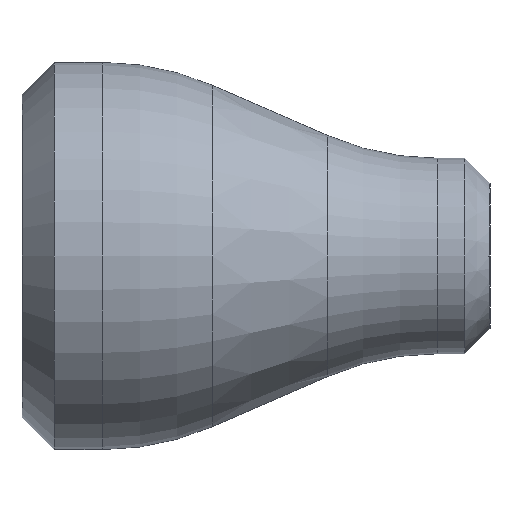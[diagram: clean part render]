
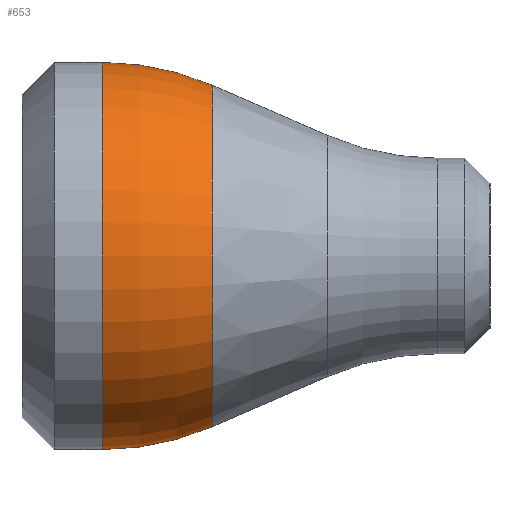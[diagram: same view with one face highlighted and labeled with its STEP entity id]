
A CAD part, front view. The second image highlights one B-rep face of the part: STEP entity #653.
In plain terms, the highlighted toroidal (fillet/blend) face has major radius 8.9 mm and minor radius 30 mm.
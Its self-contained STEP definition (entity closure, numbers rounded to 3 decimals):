
#12 = VERTEX_POINT ( 'NONE', #523 ) ;
#22 = DIRECTION ( 'NONE',  ( 0., 0., 1. ) ) ;
#38 = DIRECTION ( 'NONE',  ( 0., 0., -1. ) ) ;
#58 = ORIENTED_EDGE ( 'NONE', *, *, #157, .T. ) ;
#69 = CARTESIAN_POINT ( 'NONE',  ( 8.752, 0., -21.1 ) ) ;
#73 = VERTEX_POINT ( 'NONE', #69 ) ;
#79 = AXIS2_PLACEMENT_3D ( 'NONE', #594, #472, #518 ) ;
#116 = FACE_OUTER_BOUND ( 'NONE', #703, .T. ) ;
#119 = DIRECTION ( 'NONE',  ( 0., 0., 1. ) ) ;
#126 = EDGE_CURVE ( 'NONE', #12, #73, #626, .T. ) ;
#128 = AXIS2_PLACEMENT_3D ( 'NONE', #751, #433, #38 ) ;
#157 = EDGE_CURVE ( 'NONE', #12, #697, #352, .T. ) ;
#237 = DIRECTION ( 'NONE',  ( -1., 0., 0. ) ) ;
#245 = DIRECTION ( 'NONE',  ( 0., 0., 1. ) ) ;
#285 = AXIS2_PLACEMENT_3D ( 'NONE', #469, #479, #119 ) ;
#287 = CARTESIAN_POINT ( 'NONE',  ( 8.752, 0., 8.9 ) ) ;
#347 = TOROIDAL_SURFACE ( 'NONE', #79, -8.9, 30. ) ;
#352 = CIRCLE ( 'NONE', #285, 18.606 ) ;
#366 = DIRECTION ( 'NONE',  ( 0., 1., 0. ) ) ;
#433 = DIRECTION ( 'NONE',  ( 0., -1., 0. ) ) ;
#440 = EDGE_CURVE ( 'NONE', #697, #527, #446, .T. ) ;
#441 = AXIS2_PLACEMENT_3D ( 'NONE', #581, #237, #22 ) ;
#446 = CIRCLE ( 'NONE', #128, 30. ) ;
#467 = ORIENTED_EDGE ( 'NONE', *, *, #126, .F. ) ;
#469 = CARTESIAN_POINT ( 'NONE',  ( 20.728, 0., 0. ) ) ;
#472 = DIRECTION ( 'NONE',  ( -1., 0., 0. ) ) ;
#479 = DIRECTION ( 'NONE',  ( -1., 0., 0. ) ) ;
#518 = DIRECTION ( 'NONE',  ( 0., 0., 1. ) ) ;
#523 = CARTESIAN_POINT ( 'NONE',  ( 20.728, 0., -18.606 ) ) ;
#527 = VERTEX_POINT ( 'NONE', #577 ) ;
#577 = CARTESIAN_POINT ( 'NONE',  ( 8.752, 0., 21.1 ) ) ;
#581 = CARTESIAN_POINT ( 'NONE',  ( 8.752, 0., 0. ) ) ;
#583 = CIRCLE ( 'NONE', #441, 21.1 ) ;
#594 = CARTESIAN_POINT ( 'NONE',  ( 8.752, 0., 0. ) ) ;
#600 = ORIENTED_EDGE ( 'NONE', *, *, #616, .F. ) ;
#616 = EDGE_CURVE ( 'NONE', #73, #527, #583, .T. ) ;
#619 = CARTESIAN_POINT ( 'NONE',  ( 20.728, 0., 18.606 ) ) ;
#626 = CIRCLE ( 'NONE', #728, 30. ) ;
#653 = ADVANCED_FACE ( 'NONE', ( #116 ), #347, .T. ) ;
#658 = ORIENTED_EDGE ( 'NONE', *, *, #440, .T. ) ;
#697 = VERTEX_POINT ( 'NONE', #619 ) ;
#703 = EDGE_LOOP ( 'NONE', ( #467, #58, #658, #600 ) ) ;
#728 = AXIS2_PLACEMENT_3D ( 'NONE', #287, #366, #245 ) ;
#751 = CARTESIAN_POINT ( 'NONE',  ( 8.752, 0., -8.9 ) ) ;
